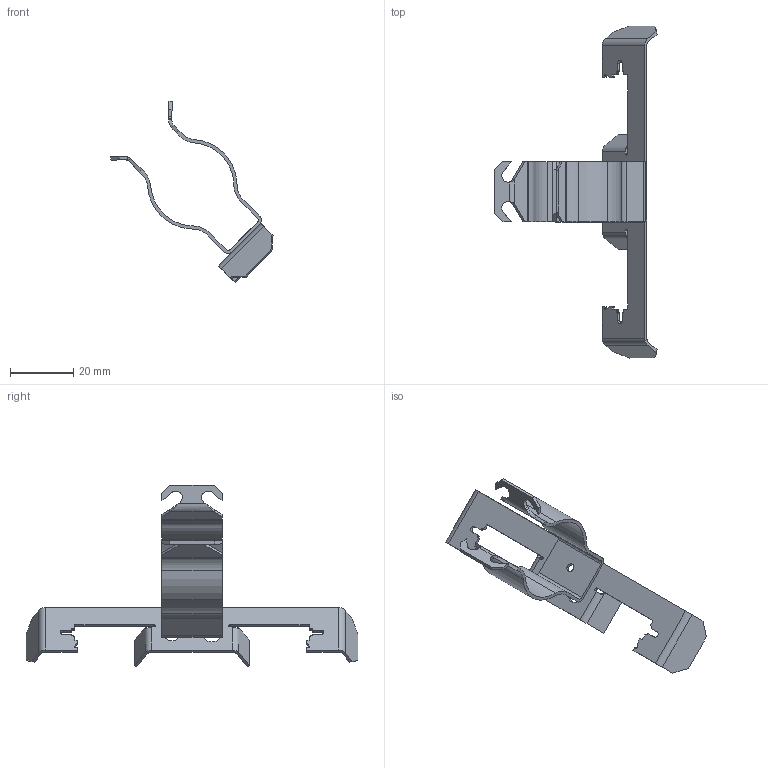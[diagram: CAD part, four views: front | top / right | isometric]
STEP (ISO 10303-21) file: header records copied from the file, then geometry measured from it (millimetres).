
FILE_DESCRIPTION (( 'STEP AP203' ), '1' );
FILE_NAME ('P4Z3416P.stp', '2017-03-16T15:32:16', ( '' ), ( '' ), 'SwSTEP 2.0', 'SolidWorks 2016', '' );
FILE_SCHEMA (( 'CONFIG_CONTROL_DESIGN' ));
Length unit declared in the file: inch
Products named in the file (1): P4Z3416P
Bounding box: 51.34 x 105.15 x 57.55 mm (x, y, z)
Volume: 3676.8 mm3; surface area: 8285.2 mm2
Topology: 2 solids, 2 shells, 181 faces, 511 edges, 334 vertices
Faces by surface type: plane 94, cylinder 83, bspline 4
Entity records: 6077 total; most frequent: CARTESIAN_POINT 1236, ORIENTED_EDGE 1022, DIRECTION 984, EDGE_CURVE 511, LINE 340, VECTOR 340, VERTEX_POINT 334, AXIS2_PLACEMENT_3D 322
